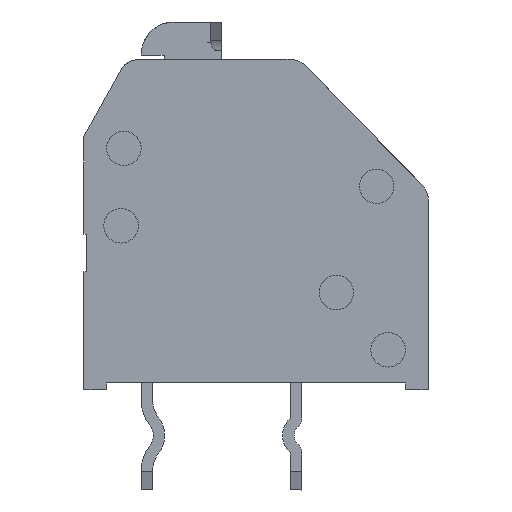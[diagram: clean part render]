
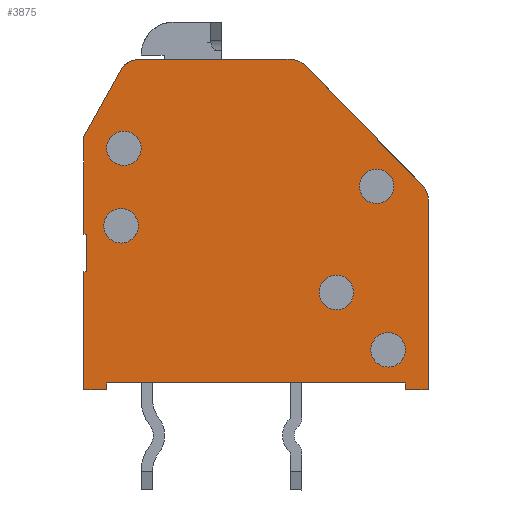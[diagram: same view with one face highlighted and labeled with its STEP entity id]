
A CAD part, left-side view. The second image highlights one B-rep face of the part: STEP entity #3875.
In plain terms, the highlighted face is planar.
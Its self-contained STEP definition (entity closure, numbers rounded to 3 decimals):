
#265=CIRCLE('',#4251,0.6);
#266=CIRCLE('',#4252,0.6);
#267=CIRCLE('',#4253,0.75);
#268=CIRCLE('',#4254,0.75);
#269=CIRCLE('',#4255,0.75);
#270=CIRCLE('',#4256,0.6);
#271=CIRCLE('',#4257,0.6);
#272=CIRCLE('',#4258,0.6);
#1211=ORIENTED_EDGE('',*,*,#1829,.T.);
#1212=ORIENTED_EDGE('',*,*,#1830,.T.);
#1213=ORIENTED_EDGE('',*,*,#1831,.T.);
#1214=ORIENTED_EDGE('',*,*,#1832,.T.);
#1215=ORIENTED_EDGE('',*,*,#1823,.T.);
#1216=ORIENTED_EDGE('',*,*,#1833,.T.);
#1217=ORIENTED_EDGE('',*,*,#1834,.T.);
#1218=ORIENTED_EDGE('',*,*,#1835,.T.);
#1219=ORIENTED_EDGE('',*,*,#1836,.T.);
#1220=ORIENTED_EDGE('',*,*,#1837,.T.);
#1221=ORIENTED_EDGE('',*,*,#1838,.T.);
#1222=ORIENTED_EDGE('',*,*,#1839,.T.);
#1223=ORIENTED_EDGE('',*,*,#1840,.T.);
#1224=ORIENTED_EDGE('',*,*,#1841,.T.);
#1225=ORIENTED_EDGE('',*,*,#1842,.T.);
#1226=ORIENTED_EDGE('',*,*,#1843,.T.);
#1227=ORIENTED_EDGE('',*,*,#1844,.T.);
#1228=ORIENTED_EDGE('',*,*,#1845,.T.);
#1229=ORIENTED_EDGE('',*,*,#1846,.T.);
#1230=ORIENTED_EDGE('',*,*,#1847,.T.);
#1231=ORIENTED_EDGE('',*,*,#1848,.T.);
#1232=ORIENTED_EDGE('',*,*,#1849,.T.);
#1823=EDGE_CURVE('',#2211,#2212,#2599,.T.);
#1829=EDGE_CURVE('',#2215,#2215,#265,.T.);
#1830=EDGE_CURVE('',#2216,#2216,#266,.T.);
#1831=EDGE_CURVE('',#2217,#2218,#2605,.T.);
#1832=EDGE_CURVE('',#2218,#2211,#267,.T.);
#1833=EDGE_CURVE('',#2212,#2219,#268,.T.);
#1834=EDGE_CURVE('',#2219,#2220,#2606,.T.);
#1835=EDGE_CURVE('',#2220,#2221,#2607,.T.);
#1836=EDGE_CURVE('',#2221,#2222,#2608,.T.);
#1837=EDGE_CURVE('',#2222,#2223,#2609,.T.);
#1838=EDGE_CURVE('',#2223,#2224,#2610,.T.);
#1839=EDGE_CURVE('',#2224,#2225,#2611,.T.);
#1840=EDGE_CURVE('',#2225,#2226,#2612,.T.);
#1841=EDGE_CURVE('',#2226,#2227,#2613,.T.);
#1842=EDGE_CURVE('',#2227,#2228,#2614,.T.);
#1843=EDGE_CURVE('',#2228,#2229,#2615,.T.);
#1844=EDGE_CURVE('',#2229,#2230,#2616,.T.);
#1845=EDGE_CURVE('',#2230,#2231,#2617,.T.);
#1846=EDGE_CURVE('',#2231,#2217,#269,.T.);
#1847=EDGE_CURVE('',#2232,#2232,#270,.T.);
#1848=EDGE_CURVE('',#2233,#2233,#271,.T.);
#1849=EDGE_CURVE('',#2234,#2234,#272,.T.);
#2211=VERTEX_POINT('',#6523);
#2212=VERTEX_POINT('',#6524);
#2215=VERTEX_POINT('',#6534);
#2216=VERTEX_POINT('',#6536);
#2217=VERTEX_POINT('',#6538);
#2218=VERTEX_POINT('',#6539);
#2219=VERTEX_POINT('',#6542);
#2220=VERTEX_POINT('',#6544);
#2221=VERTEX_POINT('',#6546);
#2222=VERTEX_POINT('',#6548);
#2223=VERTEX_POINT('',#6550);
#2224=VERTEX_POINT('',#6552);
#2225=VERTEX_POINT('',#6554);
#2226=VERTEX_POINT('',#6556);
#2227=VERTEX_POINT('',#6558);
#2228=VERTEX_POINT('',#6560);
#2229=VERTEX_POINT('',#6562);
#2230=VERTEX_POINT('',#6564);
#2231=VERTEX_POINT('',#6566);
#2232=VERTEX_POINT('',#6569);
#2233=VERTEX_POINT('',#6571);
#2234=VERTEX_POINT('',#6573);
#2599=LINE('',#6522,#3004);
#2605=LINE('',#6537,#3010);
#2606=LINE('',#6543,#3011);
#2607=LINE('',#6545,#3012);
#2608=LINE('',#6547,#3013);
#2609=LINE('',#6549,#3014);
#2610=LINE('',#6551,#3015);
#2611=LINE('',#6553,#3016);
#2612=LINE('',#6555,#3017);
#2613=LINE('',#6557,#3018);
#2614=LINE('',#6559,#3019);
#2615=LINE('',#6561,#3020);
#2616=LINE('',#6563,#3021);
#2617=LINE('',#6565,#3022);
#3004=VECTOR('',#5215,1000.);
#3010=VECTOR('',#5227,1000.);
#3011=VECTOR('',#5232,1000.);
#3012=VECTOR('',#5233,1000.);
#3013=VECTOR('',#5234,1000.);
#3014=VECTOR('',#5235,1000.);
#3015=VECTOR('',#5236,1000.);
#3016=VECTOR('',#5237,1000.);
#3017=VECTOR('',#5238,1000.);
#3018=VECTOR('',#5239,1000.);
#3019=VECTOR('',#5240,1000.);
#3020=VECTOR('',#5241,1000.);
#3021=VECTOR('',#5242,1000.);
#3022=VECTOR('',#5243,1000.);
#3258=EDGE_LOOP('',(#1211));
#3259=EDGE_LOOP('',(#1212));
#3260=EDGE_LOOP('',(#1213,#1214,#1215,#1216,#1217,#1218,#1219,#1220,#1221,
#1222,#1223,#1224,#1225,#1226,#1227,#1228,#1229));
#3261=EDGE_LOOP('',(#1230));
#3262=EDGE_LOOP('',(#1231));
#3263=EDGE_LOOP('',(#1232));
#3506=FACE_BOUND('',#3258,.T.);
#3507=FACE_BOUND('',#3259,.T.);
#3508=FACE_BOUND('',#3260,.T.);
#3509=FACE_BOUND('',#3261,.T.);
#3510=FACE_BOUND('',#3262,.T.);
#3511=FACE_BOUND('',#3263,.T.);
#3674=PLANE('',#4250);
#3875=ADVANCED_FACE('',(#3506,#3507,#3508,#3509,#3510,#3511),#3674,.T.);
#4250=AXIS2_PLACEMENT_3D('',#6532,#5221,#5222);
#4251=AXIS2_PLACEMENT_3D('',#6533,#5223,#5224);
#4252=AXIS2_PLACEMENT_3D('',#6535,#5225,#5226);
#4253=AXIS2_PLACEMENT_3D('',#6540,#5228,#5229);
#4254=AXIS2_PLACEMENT_3D('',#6541,#5230,#5231);
#4255=AXIS2_PLACEMENT_3D('',#6567,#5244,#5245);
#4256=AXIS2_PLACEMENT_3D('',#6568,#5246,#5247);
#4257=AXIS2_PLACEMENT_3D('',#6570,#5248,#5249);
#4258=AXIS2_PLACEMENT_3D('',#6572,#5250,#5251);
#5215=DIRECTION('',(0.,-1.,0.));
#5221=DIRECTION('',(1.,0.,0.));
#5222=DIRECTION('',(0.,0.,-1.));
#5223=DIRECTION('',(-1.,0.,0.));
#5224=DIRECTION('',(0.,1.,0.));
#5225=DIRECTION('',(-1.,0.,0.));
#5226=DIRECTION('',(0.,1.,0.));
#5227=DIRECTION('',(0.,-0.699,0.715));
#5228=DIRECTION('',(1.,0.,0.));
#5229=DIRECTION('',(0.,0.,-1.));
#5230=DIRECTION('',(1.,0.,0.));
#5231=DIRECTION('',(0.,0.,-1.));
#5232=DIRECTION('',(0.,-0.486,-0.874));
#5233=DIRECTION('',(0.,0.,-1.));
#5234=DIRECTION('',(0.,1.,0.));
#5235=DIRECTION('',(0.,0.,-1.));
#5236=DIRECTION('',(0.,-1.,0.));
#5237=DIRECTION('',(0.,0.,-1.));
#5238=DIRECTION('',(0.,1.,0.));
#5239=DIRECTION('',(0.,0.,1.));
#5240=DIRECTION('',(0.,1.,0.));
#5241=DIRECTION('',(0.,0.,-1.));
#5242=DIRECTION('',(0.,1.,0.));
#5243=DIRECTION('',(0.,0.,1.));
#5244=DIRECTION('',(1.,0.,0.));
#5245=DIRECTION('',(0.,0.,-1.));
#5246=DIRECTION('',(-1.,0.,0.));
#5247=DIRECTION('',(0.,1.,0.));
#5248=DIRECTION('',(-1.,0.,0.));
#5249=DIRECTION('',(0.,1.,0.));
#5250=DIRECTION('',(-1.,0.,0.));
#5251=DIRECTION('',(0.,1.,0.));
#6522=CARTESIAN_POINT('',(0.75,1.5,6.75));
#6523=CARTESIAN_POINT('',(0.75,1.185,6.75));
#6524=CARTESIAN_POINT('',(0.75,-4.059,6.75));
#6532=CARTESIAN_POINT('',(0.75,0.,0.));
#6533=CARTESIAN_POINT('',(0.75,4.2,2.33));
#6534=CARTESIAN_POINT('',(0.75,4.8,2.33));
#6535=CARTESIAN_POINT('',(0.75,-4.7,0.95));
#6536=CARTESIAN_POINT('',(0.75,-4.1,0.95));
#6537=CARTESIAN_POINT('',(0.75,6.,2.15));
#6538=CARTESIAN_POINT('',(0.75,5.786,2.369));
#6539=CARTESIAN_POINT('',(0.75,1.721,6.524));
#6540=CARTESIAN_POINT('',(0.75,1.185,6.));
#6541=CARTESIAN_POINT('',(0.75,-4.059,6.));
#6542=CARTESIAN_POINT('',(0.75,-4.714,6.364));
#6543=CARTESIAN_POINT('',(0.75,-4.5,6.75));
#6544=CARTESIAN_POINT('',(0.75,-6.,4.05));
#6545=CARTESIAN_POINT('',(0.75,-6.,4.05));
#6546=CARTESIAN_POINT('',(0.75,-6.,0.65));
#6547=CARTESIAN_POINT('',(0.75,-6.,0.65));
#6548=CARTESIAN_POINT('',(0.75,-5.9,0.65));
#6549=CARTESIAN_POINT('',(0.75,-5.9,0.65));
#6550=CARTESIAN_POINT('',(0.75,-5.9,-0.65));
#6551=CARTESIAN_POINT('',(0.75,-5.9,-0.65));
#6552=CARTESIAN_POINT('',(0.75,-6.,-0.65));
#6553=CARTESIAN_POINT('',(0.75,-6.,-0.65));
#6554=CARTESIAN_POINT('',(0.75,-6.,-4.75));
#6555=CARTESIAN_POINT('',(0.75,-6.,-4.75));
#6556=CARTESIAN_POINT('',(0.75,-5.2,-4.75));
#6557=CARTESIAN_POINT('',(0.75,-5.2,-4.75));
#6558=CARTESIAN_POINT('',(0.75,-5.2,-4.52));
#6559=CARTESIAN_POINT('',(0.75,-5.2,-4.52));
#6560=CARTESIAN_POINT('',(0.75,5.2,-4.52));
#6561=CARTESIAN_POINT('',(0.75,5.2,-4.52));
#6562=CARTESIAN_POINT('',(0.75,5.2,-4.75));
#6563=CARTESIAN_POINT('',(0.75,5.2,-4.75));
#6564=CARTESIAN_POINT('',(0.75,6.,-4.75));
#6565=CARTESIAN_POINT('',(0.75,6.,-4.75));
#6566=CARTESIAN_POINT('',(0.75,6.,1.844));
#6567=CARTESIAN_POINT('',(0.75,5.25,1.844));
#6568=CARTESIAN_POINT('',(0.75,-4.6,3.65));
#6569=CARTESIAN_POINT('',(0.75,-4.,3.65));
#6570=CARTESIAN_POINT('',(0.75,2.8,-1.37));
#6571=CARTESIAN_POINT('',(0.75,3.4,-1.37));
#6572=CARTESIAN_POINT('',(0.75,4.6,-3.37));
#6573=CARTESIAN_POINT('',(0.75,5.2,-3.37));
